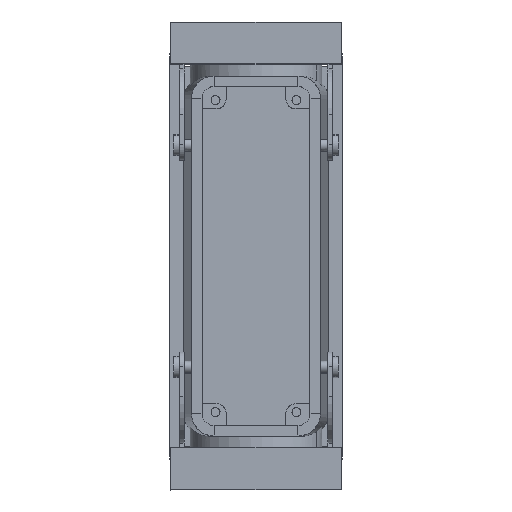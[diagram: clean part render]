
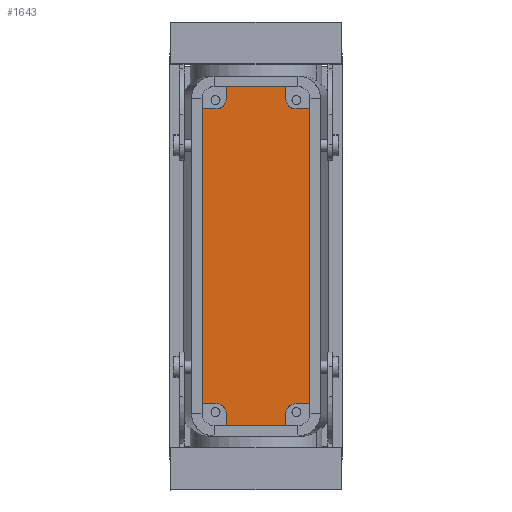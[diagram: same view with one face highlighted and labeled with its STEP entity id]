
A CAD part, top view. The second image highlights one B-rep face of the part: STEP entity #1643.
In plain terms, the highlighted planar face has unit normal (0, 0, 1).
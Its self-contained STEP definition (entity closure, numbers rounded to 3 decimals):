
#476=AXIS2_PLACEMENT_3D('Circle Axis2P3D',#474,#475,$) ;
#572=AXIS2_PLACEMENT_3D('Circle Axis2P3D',#570,#571,$) ;
#1569=AXIS2_PLACEMENT_3D('Plane Axis2P3D',#1566,#1567,#1568) ;
#1580=AXIS2_PLACEMENT_3D('Circle Axis2P3D',#1578,#1579,$) ;
#1608=AXIS2_PLACEMENT_3D('Circle Axis2P3D',#1606,#1607,$) ;
#444=CARTESIAN_POINT('Vertex',(10.75,127.25,5.5)) ;
#447=CARTESIAN_POINT('Line Origine',(13.25,127.25,5.5)) ;
#451=CARTESIAN_POINT('Vertex',(15.75,127.25,5.5)) ;
#474=CARTESIAN_POINT('Axis2P3D Location',(15.75,130.25,5.5)) ;
#478=CARTESIAN_POINT('Vertex',(18.75,130.25,5.5)) ;
#498=CARTESIAN_POINT('Line Origine',(18.75,132.375,5.5)) ;
#502=CARTESIAN_POINT('Vertex',(18.75,134.5,5.5)) ;
#522=CARTESIAN_POINT('Line Origine',(28.75,134.5,5.5)) ;
#526=CARTESIAN_POINT('Vertex',(38.75,134.5,5.5)) ;
#546=CARTESIAN_POINT('Line Origine',(38.75,132.375,5.5)) ;
#550=CARTESIAN_POINT('Vertex',(38.75,130.25,5.5)) ;
#570=CARTESIAN_POINT('Axis2P3D Location',(41.75,130.25,5.5)) ;
#574=CARTESIAN_POINT('Vertex',(41.75,127.25,5.5)) ;
#589=CARTESIAN_POINT('Line Origine',(44.25,127.25,5.5)) ;
#593=CARTESIAN_POINT('Vertex',(46.75,127.25,5.5)) ;
#1547=CARTESIAN_POINT('Vertex',(10.75,28.75,5.5)) ;
#1550=CARTESIAN_POINT('Line Origine',(10.75,78.,5.5)) ;
#1566=CARTESIAN_POINT('Axis2P3D Location',(28.75,78.,5.5)) ;
#1571=CARTESIAN_POINT('Line Origine',(13.25,28.75,5.5)) ;
#1575=CARTESIAN_POINT('Vertex',(15.75,28.75,5.5)) ;
#1578=CARTESIAN_POINT('Axis2P3D Location',(15.75,25.75,5.5)) ;
#1582=CARTESIAN_POINT('Vertex',(18.75,25.75,5.5)) ;
#1585=CARTESIAN_POINT('Line Origine',(18.75,23.625,5.5)) ;
#1589=CARTESIAN_POINT('Vertex',(18.75,21.5,5.5)) ;
#1592=CARTESIAN_POINT('Line Origine',(28.75,21.5,5.5)) ;
#1596=CARTESIAN_POINT('Vertex',(38.75,21.5,5.5)) ;
#1599=CARTESIAN_POINT('Line Origine',(38.75,23.625,5.5)) ;
#1603=CARTESIAN_POINT('Vertex',(38.75,25.75,5.5)) ;
#1606=CARTESIAN_POINT('Axis2P3D Location',(41.75,25.75,5.5)) ;
#1610=CARTESIAN_POINT('Vertex',(41.75,28.75,5.5)) ;
#1613=CARTESIAN_POINT('Line Origine',(44.25,28.75,5.5)) ;
#1617=CARTESIAN_POINT('Vertex',(46.75,28.75,5.5)) ;
#1620=CARTESIAN_POINT('Line Origine',(46.75,78.,5.5)) ;
#448=DIRECTION('Vector Direction',(1.,0.,0.)) ;
#475=DIRECTION('Axis2P3D Direction',(-0.,0.,-1.)) ;
#499=DIRECTION('Vector Direction',(0.,1.,0.)) ;
#523=DIRECTION('Vector Direction',(-1.,0.,0.)) ;
#547=DIRECTION('Vector Direction',(0.,1.,0.)) ;
#571=DIRECTION('Axis2P3D Direction',(0.,0.,-1.)) ;
#590=DIRECTION('Vector Direction',(-1.,0.,0.)) ;
#1551=DIRECTION('Vector Direction',(0.,1.,0.)) ;
#1567=DIRECTION('Axis2P3D Direction',(0.,-0.,1.)) ;
#1568=DIRECTION('Axis2P3D XDirection',(0.,1.,0.)) ;
#1572=DIRECTION('Vector Direction',(1.,0.,0.)) ;
#1579=DIRECTION('Axis2P3D Direction',(0.,-0.,1.)) ;
#1586=DIRECTION('Vector Direction',(0.,-1.,0.)) ;
#1593=DIRECTION('Vector Direction',(1.,0.,0.)) ;
#1600=DIRECTION('Vector Direction',(0.,-1.,0.)) ;
#1607=DIRECTION('Axis2P3D Direction',(0.,-0.,1.)) ;
#1614=DIRECTION('Vector Direction',(-1.,0.,0.)) ;
#1621=DIRECTION('Vector Direction',(0.,-1.,0.)) ;
#449=VECTOR('Line Direction',#448,1.) ;
#500=VECTOR('Line Direction',#499,1.) ;
#524=VECTOR('Line Direction',#523,1.) ;
#548=VECTOR('Line Direction',#547,1.) ;
#591=VECTOR('Line Direction',#590,1.) ;
#1552=VECTOR('Line Direction',#1551,1.) ;
#1573=VECTOR('Line Direction',#1572,1.) ;
#1587=VECTOR('Line Direction',#1586,1.) ;
#1594=VECTOR('Line Direction',#1593,1.) ;
#1601=VECTOR('Line Direction',#1600,1.) ;
#1615=VECTOR('Line Direction',#1614,1.) ;
#1622=VECTOR('Line Direction',#1621,1.) ;
#1626=ORIENTED_EDGE('',*,*,#576,.F.) ;
#1627=ORIENTED_EDGE('',*,*,#552,.T.) ;
#1628=ORIENTED_EDGE('',*,*,#528,.T.) ;
#1629=ORIENTED_EDGE('',*,*,#504,.F.) ;
#1630=ORIENTED_EDGE('',*,*,#480,.F.) ;
#1631=ORIENTED_EDGE('',*,*,#453,.F.) ;
#1632=ORIENTED_EDGE('',*,*,#1554,.T.) ;
#1633=ORIENTED_EDGE('',*,*,#1577,.T.) ;
#1634=ORIENTED_EDGE('',*,*,#1584,.F.) ;
#1635=ORIENTED_EDGE('',*,*,#1591,.T.) ;
#1636=ORIENTED_EDGE('',*,*,#1598,.T.) ;
#1637=ORIENTED_EDGE('',*,*,#1605,.F.) ;
#1638=ORIENTED_EDGE('',*,*,#1612,.F.) ;
#1639=ORIENTED_EDGE('',*,*,#1619,.F.) ;
#1640=ORIENTED_EDGE('',*,*,#1624,.T.) ;
#1641=ORIENTED_EDGE('',*,*,#595,.T.) ;
#1643=ADVANCED_FACE('Housing',(#1642),#1570,.T.) ;
#477=CIRCLE('generated circle',#476,3.) ;
#573=CIRCLE('generated circle',#572,3.) ;
#1581=CIRCLE('generated circle',#1580,3.) ;
#1609=CIRCLE('generated circle',#1608,3.) ;
#453=EDGE_CURVE('',#445,#452,#450,.T.) ;
#480=EDGE_CURVE('',#452,#479,#477,.F.) ;
#504=EDGE_CURVE('',#479,#503,#501,.T.) ;
#528=EDGE_CURVE('',#527,#503,#525,.T.) ;
#552=EDGE_CURVE('',#551,#527,#549,.T.) ;
#576=EDGE_CURVE('',#551,#575,#573,.F.) ;
#595=EDGE_CURVE('',#594,#575,#592,.T.) ;
#1554=EDGE_CURVE('',#445,#1548,#1553,.F.) ;
#1577=EDGE_CURVE('',#1548,#1576,#1574,.T.) ;
#1584=EDGE_CURVE('',#1583,#1576,#1581,.T.) ;
#1591=EDGE_CURVE('',#1583,#1590,#1588,.T.) ;
#1598=EDGE_CURVE('',#1590,#1597,#1595,.T.) ;
#1605=EDGE_CURVE('',#1604,#1597,#1602,.T.) ;
#1612=EDGE_CURVE('',#1611,#1604,#1609,.T.) ;
#1619=EDGE_CURVE('',#1618,#1611,#1616,.T.) ;
#1624=EDGE_CURVE('',#1618,#594,#1623,.F.) ;
#1625=EDGE_LOOP('',(#1626,#1627,#1628,#1629,#1630,#1631,#1632,#1633,#1634,#1635,#1636,#1637,#1638,#1639,#1640,#1641)) ;
#1642=FACE_OUTER_BOUND('',#1625,.T.) ;
#450=LINE('Line',#447,#449) ;
#501=LINE('Line',#498,#500) ;
#525=LINE('Line',#522,#524) ;
#549=LINE('Line',#546,#548) ;
#592=LINE('Line',#589,#591) ;
#1553=LINE('Line',#1550,#1552) ;
#1574=LINE('Line',#1571,#1573) ;
#1588=LINE('Line',#1585,#1587) ;
#1595=LINE('Line',#1592,#1594) ;
#1602=LINE('Line',#1599,#1601) ;
#1616=LINE('Line',#1613,#1615) ;
#1623=LINE('Line',#1620,#1622) ;
#1570=PLANE('',#1569) ;
#445=VERTEX_POINT('',#444) ;
#452=VERTEX_POINT('',#451) ;
#479=VERTEX_POINT('',#478) ;
#503=VERTEX_POINT('',#502) ;
#527=VERTEX_POINT('',#526) ;
#551=VERTEX_POINT('',#550) ;
#575=VERTEX_POINT('',#574) ;
#594=VERTEX_POINT('',#593) ;
#1548=VERTEX_POINT('',#1547) ;
#1576=VERTEX_POINT('',#1575) ;
#1583=VERTEX_POINT('',#1582) ;
#1590=VERTEX_POINT('',#1589) ;
#1597=VERTEX_POINT('',#1596) ;
#1604=VERTEX_POINT('',#1603) ;
#1611=VERTEX_POINT('',#1610) ;
#1618=VERTEX_POINT('',#1617) ;
